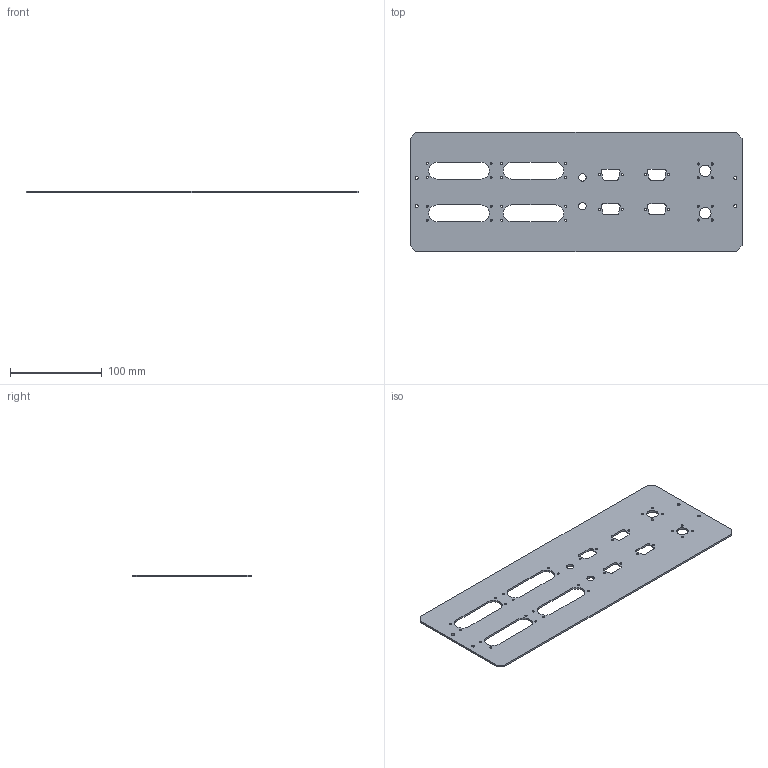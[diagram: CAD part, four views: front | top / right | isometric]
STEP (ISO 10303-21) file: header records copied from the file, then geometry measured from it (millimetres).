
FILE_DESCRIPTION(('FreeCAD Model'),'2;1');
FILE_NAME('Open CASCADE Shape Model','2023-03-30T12:51:25',(''),(''), 'Open CASCADE STEP processor 7.6','FreeCAD','Unknown');
FILE_SCHEMA(('AUTOMOTIVE_DESIGN { 1 0 10303 214 1 1 1 1 }'));
Length unit declared in the file: millimetre
Products named in the file (1): Body
Bounding box: 362.5 x 130 x 2 mm (x, y, z)
Volume: 82080.9 mm3; surface area: 86515.7 mm2
Topology: 1 solids, 1 shells, 98 faces, 288 edges, 192 vertices
Faces by surface type: cylinder 64, plane 34
Full cylindrical faces by diameter (mm): 2.261 x32, 3.5 x4, 8.001 x2, 12.7 x2
Entity records: 7290 total; most frequent: DIRECTION 1186, CARTESIAN_POINT 1179, LINE 608, VECTOR 608, ORIENTED_EDGE 576, PCURVE 576, DEFINITIONAL_REPRESENTATION 576, EDGE_CURVE 288
